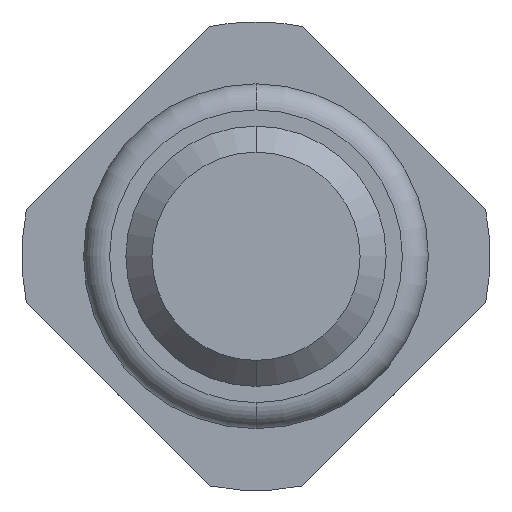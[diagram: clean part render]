
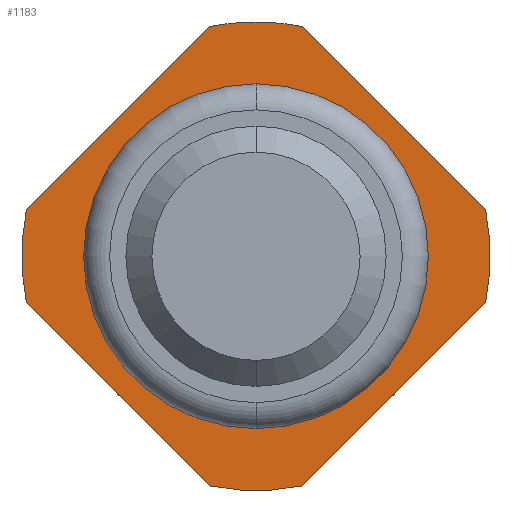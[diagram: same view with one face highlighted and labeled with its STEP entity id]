
A CAD part, front view. The second image highlights one B-rep face of the part: STEP entity #1183.
In plain terms, the highlighted planar face has unit normal (0, -1, 0).
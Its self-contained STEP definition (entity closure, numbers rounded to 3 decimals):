
#1 = VERTEX_POINT ( 'NONE', #91 ) ;
#21 = VECTOR ( 'NONE', #189, 1000. ) ;
#91 = CARTESIAN_POINT ( 'NONE',  ( 0., -2., 1.8 ) ) ;
#157 = EDGE_CURVE ( 'Defeature ausgef�hrt2_0+Defeature ausgef�hrt2_12+Defeature ausgef�hrt2_12+Defeature ausgef�hrt2_12', #2882, #2007, #1210, .T. ) ;
#189 = DIRECTION ( 'NONE',  ( 0.707, 0., -0.707 ) ) ;
#303 = ORIENTED_EDGE ( 'NONE', *, *, #2098, .F. ) ;
#339 = VECTOR ( 'NONE', #2833, 1000. ) ;
#389 = DIRECTION ( 'NONE',  ( 0., 0., 1. ) ) ;
#443 = VERTEX_POINT ( 'NONE', #1837 ) ;
#467 = EDGE_CURVE ( 'Defeature ausgef�hrt2_16+Defeature ausgef�hrt2_0+Defeature ausgef�hrt2_4+Defeature ausgef�hrt2_3', #3128, #1587, #3962, .T. ) ;
#489 = CIRCLE ( 'NONE', #3200, 1.8 ) ;
#662 = CARTESIAN_POINT ( 'NONE',  ( -0.357, -2., 1.764 ) ) ;
#731 = EDGE_CURVE ( 'Defeature ausgef�hrt2_2+Defeature ausgef�hrt2_0+Defeature ausgef�hrt2_17+Defeature ausgef�hrt2_18', #1, #1949, #489, .T. ) ;
#734 = CIRCLE ( 'NONE', #1057, 1.8 ) ;
#842 = CIRCLE ( 'NONE', #2507, 1.325 ) ;
#895 = DIRECTION ( 'NONE',  ( 0., 1., 0. ) ) ;
#917 = ORIENTED_EDGE ( 'NONE', *, *, #157, .T. ) ;
#968 = CARTESIAN_POINT ( 'NONE',  ( 0., -2., -1.325 ) ) ;
#998 = AXIS2_PLACEMENT_3D ( 'NONE', #1604, #1555, #1897 ) ;
#1057 = AXIS2_PLACEMENT_3D ( 'NONE', #4038, #1316, #2360 ) ;
#1106 = DIRECTION ( 'NONE',  ( 0., 0., 1. ) ) ;
#1109 = FACE_OUTER_BOUND ( 'NONE', #3027, .T. ) ;
#1121 = PLANE ( 'NONE',  #3694 ) ;
#1183 = ADVANCED_FACE ( 'Defeature ausgef�hrt2_0', ( #3497, #1109 ), #1121, .F. ) ;
#1193 = DIRECTION ( 'NONE',  ( 0., 1., 0. ) ) ;
#1210 = CIRCLE ( 'NONE', #3348, 1.325 ) ;
#1292 = LINE ( 'NONE', #2382, #2402 ) ;
#1316 = DIRECTION ( 'NONE',  ( 0., 1., 0. ) ) ;
#1410 = CARTESIAN_POINT ( 'NONE',  ( 0., -2., 0. ) ) ;
#1555 = DIRECTION ( 'NONE',  ( 0., 1., 0. ) ) ;
#1584 = AXIS2_PLACEMENT_3D ( 'NONE', #1925, #895, #3238 ) ;
#1587 = VERTEX_POINT ( 'NONE', #1728 ) ;
#1597 = DIRECTION ( 'NONE',  ( 0., 0., 1. ) ) ;
#1604 = CARTESIAN_POINT ( 'NONE',  ( 0., -2., 0. ) ) ;
#1626 = CARTESIAN_POINT ( 'NONE',  ( 1.764, -2., 0.357 ) ) ;
#1665 = CARTESIAN_POINT ( 'NONE',  ( 0., -2., 0. ) ) ;
#1728 = CARTESIAN_POINT ( 'NONE',  ( -1.764, -2., -0.357 ) ) ;
#1837 = CARTESIAN_POINT ( 'NONE',  ( 0.357, -2., -1.764 ) ) ;
#1882 = EDGE_CURVE ( 'Defeature ausgef�hrt2_4+Defeature ausgef�hrt2_0+Defeature ausgef�hrt2_15+Defeature ausgef�hrt2_16', #443, #3128, #3854, .T. ) ;
#1897 = DIRECTION ( 'NONE',  ( 0., 0., 1. ) ) ;
#1920 = DIRECTION ( 'NONE',  ( 0., 1., 0. ) ) ;
#1925 = CARTESIAN_POINT ( 'NONE',  ( 0., -2., 0. ) ) ;
#1935 = EDGE_CURVE ( 'Defeature ausgef�hrt2_3+Defeature ausgef�hrt2_0+Defeature ausgef�hrt2_16+Defeature ausgef�hrt2_17', #1587, #2741, #2185, .T. ) ;
#1949 = VERTEX_POINT ( 'NONE', #3648 ) ;
#2007 = VERTEX_POINT ( 'NONE', #968 ) ;
#2047 = VERTEX_POINT ( 'NONE', #662 ) ;
#2098 = EDGE_CURVE ( 'Defeature ausgef�hrt2_2+Defeature ausgef�hrt2_0+Defeature ausgef�hrt2_17+Defeature ausgef�hrt2_18', #2047, #1, #2770, .T. ) ;
#2137 = LINE ( 'NONE', #3799, #21 ) ;
#2185 = CIRCLE ( 'NONE', #1584, 1.8 ) ;
#2301 = EDGE_CURVE ( 'Defeature ausgef�hrt2_18+Defeature ausgef�hrt2_0+Defeature ausgef�hrt2_2+Defeature ausgef�hrt2_1', #1949, #3015, #2137, .T. ) ;
#2360 = DIRECTION ( 'NONE',  ( 0., 0., 1. ) ) ;
#2381 = DIRECTION ( 'NONE',  ( 0., 1., 0. ) ) ;
#2382 = CARTESIAN_POINT ( 'NONE',  ( -0.161, -2., 1.961 ) ) ;
#2385 = EDGE_CURVE ( 'Defeature ausgef�hrt2_15+Defeature ausgef�hrt2_0+Defeature ausgef�hrt2_1+Defeature ausgef�hrt2_4', #3569, #443, #2566, .T. ) ;
#2402 = VECTOR ( 'NONE', #2747, 1000. ) ;
#2507 = AXIS2_PLACEMENT_3D ( 'NONE', #3567, #1920, #1597 ) ;
#2551 = ORIENTED_EDGE ( 'NONE', *, *, #2836, .T. ) ;
#2566 = LINE ( 'NONE', #2829, #2925 ) ;
#2628 = ORIENTED_EDGE ( 'NONE', *, *, #1882, .F. ) ;
#2728 = EDGE_LOOP ( 'NONE', ( #917, #2551 ) ) ;
#2741 = VERTEX_POINT ( 'NONE', #4067 ) ;
#2747 = DIRECTION ( 'NONE',  ( 0.707, 0., 0.707 ) ) ;
#2770 = CIRCLE ( 'NONE', #2952, 1.8 ) ;
#2829 = CARTESIAN_POINT ( 'NONE',  ( 1.961, -2., -0.161 ) ) ;
#2833 = DIRECTION ( 'NONE',  ( -0.707, 0., 0.707 ) ) ;
#2836 = EDGE_CURVE ( 'Defeature ausgef�hrt2_0+Defeature ausgef�hrt2_12+Defeature ausgef�hrt2_12+Defeature ausgef�hrt2_12', #2007, #2882, #842, .T. ) ;
#2861 = CARTESIAN_POINT ( 'NONE',  ( -0.161, -2., -1.961 ) ) ;
#2882 = VERTEX_POINT ( 'NONE', #3902 ) ;
#2925 = VECTOR ( 'NONE', #3159, 1000. ) ;
#2939 = ORIENTED_EDGE ( 'NONE', *, *, #3823, .F. ) ;
#2952 = AXIS2_PLACEMENT_3D ( 'NONE', #1665, #2381, #2995 ) ;
#2995 = DIRECTION ( 'NONE',  ( 0., 0., 1. ) ) ;
#3015 = VERTEX_POINT ( 'NONE', #1626 ) ;
#3027 = EDGE_LOOP ( 'NONE', ( #3546, #3320, #303, #3423, #3052, #3824, #2628, #4001, #2939 ) ) ;
#3052 = ORIENTED_EDGE ( 'NONE', *, *, #1935, .F. ) ;
#3062 = CARTESIAN_POINT ( 'NONE',  ( 1.8, -2., 0. ) ) ;
#3091 = DIRECTION ( 'NONE',  ( 0., 1., 0. ) ) ;
#3128 = VERTEX_POINT ( 'NONE', #3415 ) ;
#3159 = DIRECTION ( 'NONE',  ( -0.707, 0., -0.707 ) ) ;
#3200 = AXIS2_PLACEMENT_3D ( 'NONE', #1410, #4091, #389 ) ;
#3238 = DIRECTION ( 'NONE',  ( 0., 0., 1. ) ) ;
#3320 = ORIENTED_EDGE ( 'NONE', *, *, #731, .F. ) ;
#3348 = AXIS2_PLACEMENT_3D ( 'NONE', #3857, #1193, #3554 ) ;
#3415 = CARTESIAN_POINT ( 'NONE',  ( -0.357, -2., -1.764 ) ) ;
#3423 = ORIENTED_EDGE ( 'NONE', *, *, #3485, .F. ) ;
#3485 = EDGE_CURVE ( 'Defeature ausgef�hrt2_17+Defeature ausgef�hrt2_0+Defeature ausgef�hrt2_3+Defeature ausgef�hrt2_2', #2741, #2047, #1292, .T. ) ;
#3497 = FACE_BOUND ( 'NONE', #2728, .T. ) ;
#3546 = ORIENTED_EDGE ( 'NONE', *, *, #2301, .F. ) ;
#3554 = DIRECTION ( 'NONE',  ( 0., 0., 1. ) ) ;
#3567 = CARTESIAN_POINT ( 'NONE',  ( 0., -2., 0. ) ) ;
#3569 = VERTEX_POINT ( 'NONE', #3800 ) ;
#3648 = CARTESIAN_POINT ( 'NONE',  ( 0.357, -2., 1.764 ) ) ;
#3694 = AXIS2_PLACEMENT_3D ( 'NONE', #3062, #3091, #1106 ) ;
#3799 = CARTESIAN_POINT ( 'NONE',  ( 1.961, -2., 0.161 ) ) ;
#3800 = CARTESIAN_POINT ( 'NONE',  ( 1.764, -2., -0.357 ) ) ;
#3823 = EDGE_CURVE ( 'Defeature ausgef�hrt2_1+Defeature ausgef�hrt2_0+Defeature ausgef�hrt2_18+Defeature ausgef�hrt2_15', #3015, #3569, #734, .T. ) ;
#3824 = ORIENTED_EDGE ( 'NONE', *, *, #467, .F. ) ;
#3854 = CIRCLE ( 'NONE', #998, 1.8 ) ;
#3857 = CARTESIAN_POINT ( 'NONE',  ( 0., -2., 0. ) ) ;
#3902 = CARTESIAN_POINT ( 'NONE',  ( 0., -2., 1.325 ) ) ;
#3962 = LINE ( 'NONE', #2861, #339 ) ;
#4001 = ORIENTED_EDGE ( 'NONE', *, *, #2385, .F. ) ;
#4038 = CARTESIAN_POINT ( 'NONE',  ( 0., -2., 0. ) ) ;
#4067 = CARTESIAN_POINT ( 'NONE',  ( -1.764, -2., 0.357 ) ) ;
#4091 = DIRECTION ( 'NONE',  ( 0., 1., 0. ) ) ;
